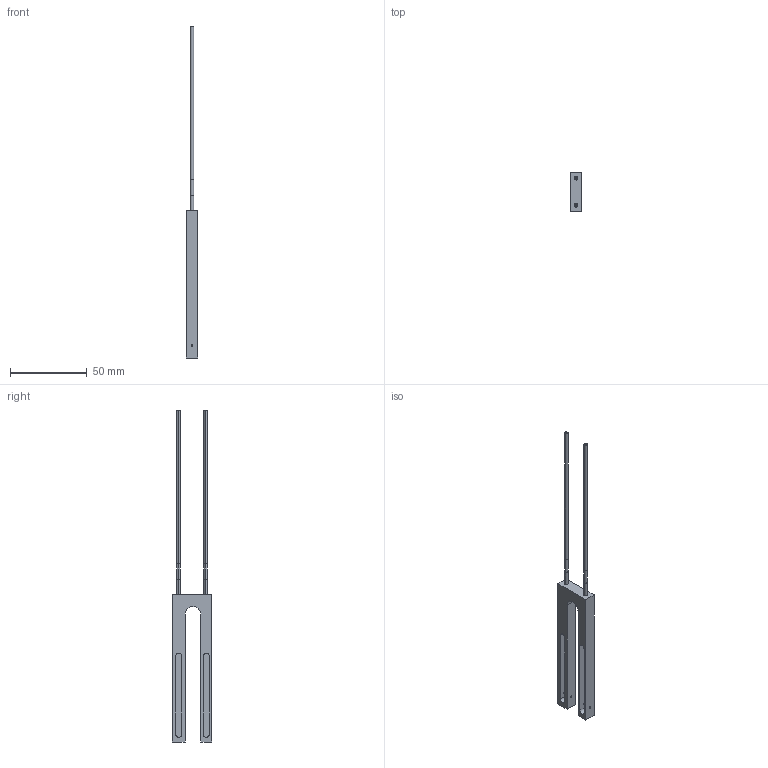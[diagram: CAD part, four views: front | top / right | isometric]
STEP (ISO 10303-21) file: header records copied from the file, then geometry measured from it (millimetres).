
FILE_DESCRIPTION((''),'2;1');
FILE_NAME('192776_ASM','2016-02-09T',('pdmadmin'),(''),'PRO/ENGINEER BY PARAMETRIC TECHNOLOGY CORPORATION, 2013230','PRO/ENGINEER BY PARAMETRIC TECHNOLOGY CORPORATION, 2013230','');
FILE_SCHEMA(('CONFIG_CONTROL_DESIGN'));
Length unit declared in the file: inch
Products named in the file (5): 129357; 51022; CORE__040__05_INCH; 76868_ASM; 192776_ASM
Assembly tree (6 placements, depth 3):
  192776_ASM
    76868_ASM
      129357
      51022  x2
      CORE__040__05_INCH  x2
Bounding box: 7.62 x 25.65 x 215.76 mm (x, y, z)
Volume: 10392.1 mm3; surface area: 10480.7 mm2
Topology: 5 solids, 7 shells, 68 faces, 152 edges, 96 vertices
Faces by surface type: cylinder 37, plane 23, bspline 8
Entity records: 1855 total; most frequent: CARTESIAN_POINT 496, DIRECTION 288, ORIENTED_EDGE 232, EDGE_CURVE 118, AXIS2_PLACEMENT_3D 114, VERTEX_POINT 76, EDGE_LOOP 64, VECTOR 60
